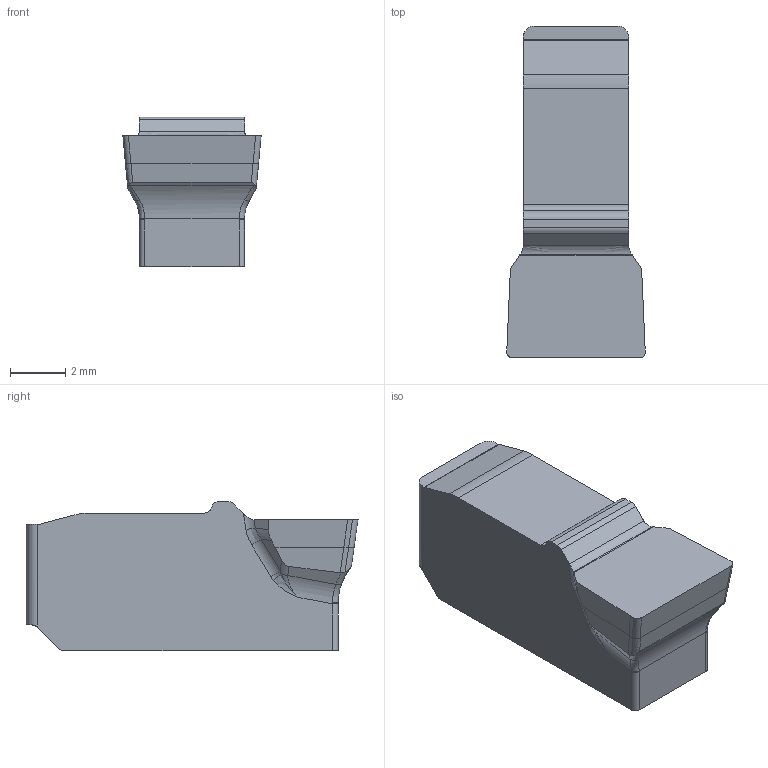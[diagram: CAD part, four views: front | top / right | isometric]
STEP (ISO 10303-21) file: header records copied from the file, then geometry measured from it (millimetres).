
FILE_DESCRIPTION(/* description */ (''),/* implementation_level */ '2;1');
FILE_NAME(/* name */ 'cut_1.stp',/* time_stamp */ '2021-08-26T16:01:14+02:00',/* author */ (''),/* organization */ ('SMS'),/* preprocessor_version */ 'ST-DEVELOPER v16.7',/* originating_system */ 'SIEMENS PLM Software NX 12.0',/* authorisation */ '');
FILE_SCHEMA (('AUTOMOTIVE_DESIGN { 1 0 10303 214 3 1 1 1 }'));
Length unit declared in the file: millimetre
Products named in the file (1): CUT_1
Bounding box: 5 x 12 x 5.4 mm (x, y, z)
Volume: 217.4 mm3; surface area: 240.5 mm2
Topology: 1 solids, 1 shells, 76 faces, 195 edges, 121 vertices
Faces by surface type: plane 26, cylinder 24, bspline 24, extrusion 2
Entity records: 2676 total; most frequent: CARTESIAN_POINT 931, ORIENTED_EDGE 384, DIRECTION 328, EDGE_CURVE 192, AXIS2_PLACEMENT_3D 119, VERTEX_POINT 118, VECTOR 90, LINE 88
